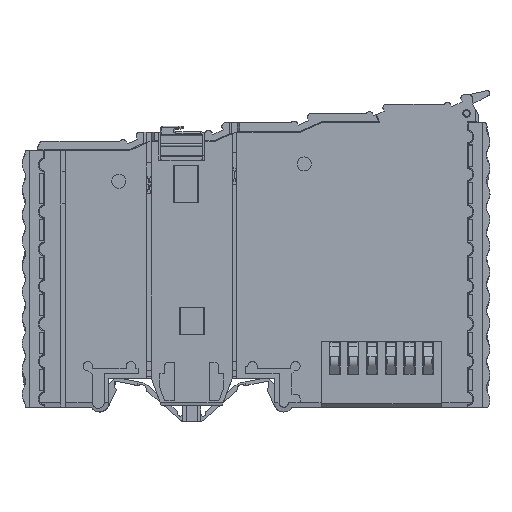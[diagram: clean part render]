
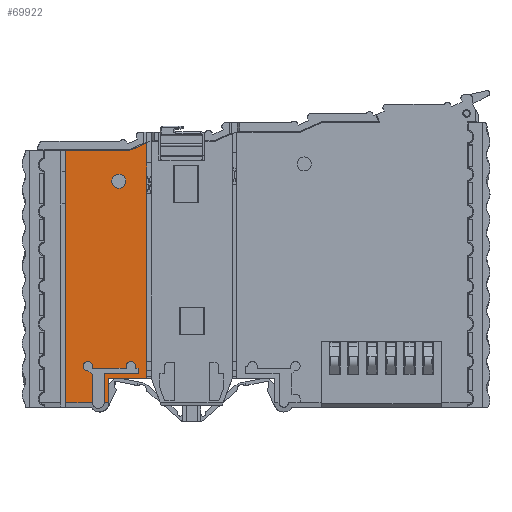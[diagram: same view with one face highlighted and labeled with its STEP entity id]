
A CAD part, top view. The second image highlights one B-rep face of the part: STEP entity #69922.
In plain terms, the highlighted planar face has unit normal (0, 0, 1).
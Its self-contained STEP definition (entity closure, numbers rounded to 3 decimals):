
#13681=DIRECTION('',(0.,1.,0.));
#13682=VECTOR('',#13681,50.281);
#13683=CARTESIAN_POINT('',(26.125,6.2,12.));
#13684=LINE('',#13683,#13682);
#14301=DIRECTION('',(0.,-1.,0.));
#14302=VECTOR('',#14301,53.8);
#14303=CARTESIAN_POINT('',(8.825,54.8,12.));
#14304=LINE('',#14303,#14302);
#14321=DIRECTION('',(0.914,0.407,0.));
#14322=VECTOR('',#14321,4.133);
#14323=CARTESIAN_POINT('',(22.35,54.8,12.));
#14324=LINE('',#14323,#14322);
#14325=DIRECTION('',(0.,1.,0.));
#14326=VECTOR('',#14325,6.2);
#14327=CARTESIAN_POINT('',(17.05,1.,12.));
#14328=LINE('',#14327,#14326);
#14329=DIRECTION('',(1.,0.,0.));
#14330=VECTOR('',#14329,7.275);
#14331=CARTESIAN_POINT('',(17.05,7.2,12.));
#14332=LINE('',#14331,#14330);
#14333=DIRECTION('',(0.,1.,0.));
#14334=VECTOR('',#14333,1.1);
#14335=CARTESIAN_POINT('',(24.325,7.2,12.));
#14336=LINE('',#14335,#14334);
#14337=DIRECTION('',(-1.,0.,0.));
#14338=VECTOR('',#14337,0.575);
#14339=CARTESIAN_POINT('',(24.325,8.3,12.));
#14340=LINE('',#14339,#14338);
#14341=DIRECTION('',(0.,1.,0.));
#14342=VECTOR('',#14341,0.5);
#14343=CARTESIAN_POINT('',(23.75,8.3,12.));
#14344=LINE('',#14343,#14342);
#14345=CARTESIAN_POINT('',(22.75,8.8,12.));
#14346=DIRECTION('',(0.,0.,1.));
#14347=DIRECTION('',(1.,0.,0.));
#14348=AXIS2_PLACEMENT_3D('',#14345,#14346,#14347);
#14350=DIRECTION('',(0.,-1.,0.));
#14351=VECTOR('',#14350,0.5);
#14352=CARTESIAN_POINT('',(21.75,8.8,12.));
#14353=LINE('',#14352,#14351);
#14354=DIRECTION('',(-1.,0.,0.));
#14355=VECTOR('',#14354,7.2);
#14356=CARTESIAN_POINT('',(21.75,8.3,12.));
#14357=LINE('',#14356,#14355);
#14358=DIRECTION('',(0.,1.,0.));
#14359=VECTOR('',#14358,0.5);
#14360=CARTESIAN_POINT('',(14.55,8.3,12.));
#14361=LINE('',#14360,#14359);
#14362=CARTESIAN_POINT('',(13.55,8.8,12.));
#14363=DIRECTION('',(0.,0.,1.));
#14364=DIRECTION('',(1.,0.,0.));
#14365=AXIS2_PLACEMENT_3D('',#14362,#14363,#14364);
#14367=CARTESIAN_POINT('',(13.55,8.8,12.));
#14368=DIRECTION('',(0.,0.,1.));
#14369=DIRECTION('',(-1.,0.,0.));
#14370=AXIS2_PLACEMENT_3D('',#14367,#14368,#14369);
#14372=DIRECTION('',(0.781,-0.625,0.));
#14373=VECTOR('',#14372,1.281);
#14374=CARTESIAN_POINT('',(13.55,7.8,12.));
#14375=LINE('',#14374,#14373);
#14376=DIRECTION('',(0.,-1.,0.));
#14377=VECTOR('',#14376,6.);
#14378=CARTESIAN_POINT('',(14.55,7.,12.));
#14379=LINE('',#14378,#14377);
#14380=CARTESIAN_POINT('',(20.2,48.3,12.));
#14381=DIRECTION('',(0.,0.,1.));
#14382=DIRECTION('',(1.,0.,0.));
#14383=AXIS2_PLACEMENT_3D('',#14380,#14381,#14382);
#14385=CARTESIAN_POINT('',(20.2,48.3,12.));
#14386=DIRECTION('',(0.,0.,1.));
#14387=DIRECTION('',(-1.,0.,0.));
#14388=AXIS2_PLACEMENT_3D('',#14385,#14386,#14387);
#14394=DIRECTION('',(-1.,0.,0.));
#14395=VECTOR('',#14394,13.525);
#14396=CARTESIAN_POINT('',(22.35,54.8,12.));
#14397=LINE('',#14396,#14395);
#21089=DIRECTION('',(1.,0.,0.));
#21090=VECTOR('',#21089,5.725);
#21091=CARTESIAN_POINT('',(8.825,1.,12.));
#21092=LINE('',#21091,#21090);
#21097=DIRECTION('',(1.,0.,0.));
#21098=VECTOR('',#21097,1.);
#21099=CARTESIAN_POINT('',(17.05,1.,12.));
#21100=LINE('',#21099,#21098);
#21285=DIRECTION('',(0.,1.,0.));
#21286=VECTOR('',#21285,5.2);
#21287=CARTESIAN_POINT('',(18.05,1.,12.));
#21288=LINE('',#21287,#21286);
#21313=DIRECTION('',(1.,0.,0.));
#21314=VECTOR('',#21313,8.075);
#21315=CARTESIAN_POINT('',(18.05,6.2,12.));
#21316=LINE('',#21315,#21314);
#48398=CARTESIAN_POINT('',(26.125,6.2,12.));
#48399=VERTEX_POINT('',#48398);
#48400=CARTESIAN_POINT('',(26.125,56.481,12.));
#48401=VERTEX_POINT('',#48400);
#48406=CARTESIAN_POINT('',(22.35,54.8,12.));
#48407=VERTEX_POINT('',#48406);
#49183=CARTESIAN_POINT('',(8.825,54.8,12.));
#49184=VERTEX_POINT('',#49183);
#49217=CARTESIAN_POINT('',(8.825,1.,12.));
#49218=VERTEX_POINT('',#49217);
#49219=CARTESIAN_POINT('',(18.05,6.2,12.));
#49220=VERTEX_POINT('',#49219);
#49221=CARTESIAN_POINT('',(18.05,1.,12.));
#49222=VERTEX_POINT('',#49221);
#49223=CARTESIAN_POINT('',(17.05,1.,12.));
#49224=VERTEX_POINT('',#49223);
#49225=CARTESIAN_POINT('',(17.05,7.2,12.));
#49226=VERTEX_POINT('',#49225);
#49227=CARTESIAN_POINT('',(24.325,7.2,12.));
#49228=VERTEX_POINT('',#49227);
#49229=CARTESIAN_POINT('',(24.325,8.3,12.));
#49230=VERTEX_POINT('',#49229);
#49231=CARTESIAN_POINT('',(23.75,8.3,12.));
#49232=VERTEX_POINT('',#49231);
#49233=CARTESIAN_POINT('',(23.75,8.8,12.));
#49234=VERTEX_POINT('',#49233);
#49235=CARTESIAN_POINT('',(21.75,8.8,12.));
#49236=VERTEX_POINT('',#49235);
#49237=CARTESIAN_POINT('',(21.75,8.3,12.));
#49238=VERTEX_POINT('',#49237);
#49239=CARTESIAN_POINT('',(14.55,8.3,12.));
#49240=VERTEX_POINT('',#49239);
#49241=CARTESIAN_POINT('',(14.55,8.8,12.));
#49242=VERTEX_POINT('',#49241);
#49243=CARTESIAN_POINT('',(12.55,8.8,12.));
#49244=VERTEX_POINT('',#49243);
#49245=CARTESIAN_POINT('',(13.55,7.8,12.));
#49246=VERTEX_POINT('',#49245);
#49247=CARTESIAN_POINT('',(14.55,7.,12.));
#49248=VERTEX_POINT('',#49247);
#49249=CARTESIAN_POINT('',(14.55,1.,12.));
#49250=VERTEX_POINT('',#49249);
#53370=CARTESIAN_POINT('',(21.7,48.3,12.));
#53371=CARTESIAN_POINT('',(18.7,48.3,12.));
#53372=VERTEX_POINT('',#53370);
#53373=VERTEX_POINT('',#53371);
#69870=CARTESIAN_POINT('',(17.475,28.74,12.));
#69871=DIRECTION('',(0.,0.,1.));
#69872=DIRECTION('',(-1.,0.,0.));
#69873=AXIS2_PLACEMENT_3D('',#69870,#69871,#69872);
#69874=PLANE('',#69873);
#69875=ORIENTED_EDGE('',*,*,#69848,.F.);
#69877=ORIENTED_EDGE('',*,*,#69876,.F.);
#69878=ORIENTED_EDGE('',*,*,#69016,.T.);
#69879=ORIENTED_EDGE('',*,*,#68964,.F.);
#69881=ORIENTED_EDGE('',*,*,#69880,.F.);
#69883=ORIENTED_EDGE('',*,*,#69882,.F.);
#69885=ORIENTED_EDGE('',*,*,#69884,.F.);
#69887=ORIENTED_EDGE('',*,*,#69886,.T.);
#69889=ORIENTED_EDGE('',*,*,#69888,.T.);
#69891=ORIENTED_EDGE('',*,*,#69890,.T.);
#69893=ORIENTED_EDGE('',*,*,#69892,.T.);
#69895=ORIENTED_EDGE('',*,*,#69894,.T.);
#69897=ORIENTED_EDGE('',*,*,#69896,.T.);
#69899=ORIENTED_EDGE('',*,*,#69898,.T.);
#69901=ORIENTED_EDGE('',*,*,#69900,.T.);
#69903=ORIENTED_EDGE('',*,*,#69902,.T.);
#69905=ORIENTED_EDGE('',*,*,#69904,.T.);
#69907=ORIENTED_EDGE('',*,*,#69906,.T.);
#69909=ORIENTED_EDGE('',*,*,#69908,.T.);
#69911=ORIENTED_EDGE('',*,*,#69910,.T.);
#69913=ORIENTED_EDGE('',*,*,#69912,.F.);
#69914=EDGE_LOOP('',(#69875,#69877,#69878,#69879,#69881,#69883,#69885,#69887,
#69889,#69891,#69893,#69895,#69897,#69899,#69901,#69903,#69905,#69907,#69909,
#69911,#69913));
#69915=FACE_OUTER_BOUND('',#69914,.F.);
#69917=ORIENTED_EDGE('',*,*,#69916,.T.);
#69919=ORIENTED_EDGE('',*,*,#69918,.T.);
#69920=EDGE_LOOP('',(#69917,#69919));
#69921=FACE_BOUND('',#69920,.F.);
#69922=ADVANCED_FACE('',(#69915,#69921),#69874,.T.);
#14349=CIRCLE('',#14348,1.);
#14366=CIRCLE('',#14365,1.);
#14371=CIRCLE('',#14370,1.);
#14384=CIRCLE('',#14383,1.5);
#14389=CIRCLE('',#14388,1.5);
#68964=EDGE_CURVE('',#48399,#48401,#13684,.T.);
#69016=EDGE_CURVE('',#48407,#48401,#14324,.T.);
#69848=EDGE_CURVE('',#49184,#49218,#14304,.T.);
#69876=EDGE_CURVE('',#48407,#49184,#14397,.T.);
#69880=EDGE_CURVE('',#49220,#48399,#21316,.T.);
#69882=EDGE_CURVE('',#49222,#49220,#21288,.T.);
#69884=EDGE_CURVE('',#49224,#49222,#21100,.T.);
#69886=EDGE_CURVE('',#49224,#49226,#14328,.T.);
#69888=EDGE_CURVE('',#49226,#49228,#14332,.T.);
#69890=EDGE_CURVE('',#49228,#49230,#14336,.T.);
#69892=EDGE_CURVE('',#49230,#49232,#14340,.T.);
#69894=EDGE_CURVE('',#49232,#49234,#14344,.T.);
#69896=EDGE_CURVE('',#49234,#49236,#14349,.T.);
#69898=EDGE_CURVE('',#49236,#49238,#14353,.T.);
#69900=EDGE_CURVE('',#49238,#49240,#14357,.T.);
#69902=EDGE_CURVE('',#49240,#49242,#14361,.T.);
#69904=EDGE_CURVE('',#49242,#49244,#14366,.T.);
#69906=EDGE_CURVE('',#49244,#49246,#14371,.T.);
#69908=EDGE_CURVE('',#49246,#49248,#14375,.T.);
#69910=EDGE_CURVE('',#49248,#49250,#14379,.T.);
#69912=EDGE_CURVE('',#49218,#49250,#21092,.T.);
#69916=EDGE_CURVE('',#53372,#53373,#14384,.T.);
#69918=EDGE_CURVE('',#53373,#53372,#14389,.T.);
